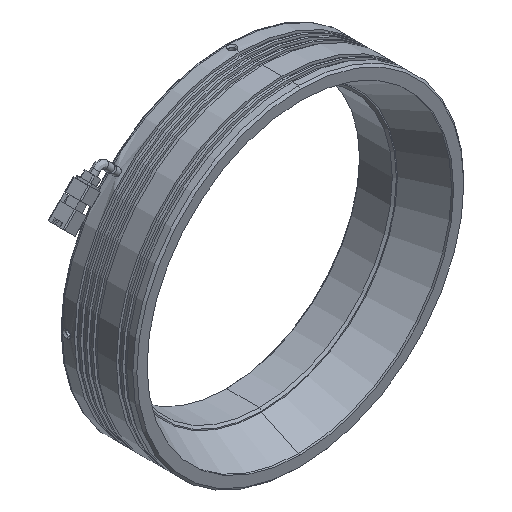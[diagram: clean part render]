
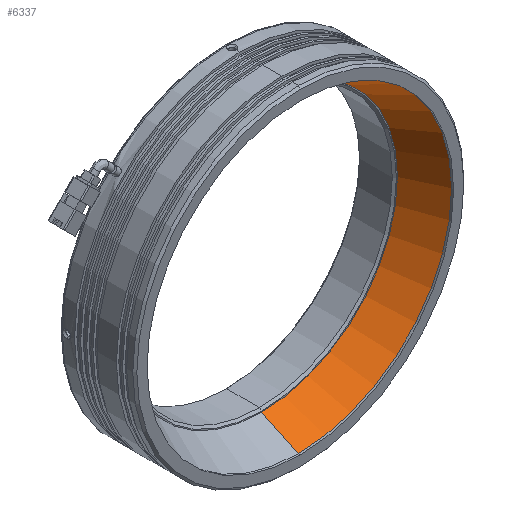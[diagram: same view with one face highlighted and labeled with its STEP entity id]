
A CAD part, isometric view. The second image highlights one B-rep face of the part: STEP entity #6337.
In plain terms, the highlighted conical face has half-angle 25.278 degrees and reference radius 75 mm.
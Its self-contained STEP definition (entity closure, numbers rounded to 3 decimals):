
#222 = CARTESIAN_POINT ( 'NONE',  ( -9.785, 9.871, 0. ) ) ;
#312 = EDGE_CURVE ( 'NONE', #10387, #10478, #10923, .T. ) ;
#356 = EDGE_CURVE ( 'NONE', #5316, #10387, #12034, .T. ) ;
#394 = EDGE_CURVE ( 'NONE', #5316, #9903, #1570, .T. ) ;
#663 = EDGE_CURVE ( 'NONE', #9903, #10478, #10397, .T. ) ;
#1132 = FACE_OUTER_BOUND ( 'NONE', #4514, .T. ) ;
#1231 = DIRECTION ( 'NONE',  ( 0., -1., 0. ) ) ;
#1570 = LINE ( 'NONE', #2239, #8976 ) ;
#2143 = DIRECTION ( 'NONE',  ( 0., 0., -1. ) ) ;
#2239 = CARTESIAN_POINT ( 'NONE',  ( -9.785, -8.129, -75. ) ) ;
#2477 = AXIS2_PLACEMENT_3D ( 'NONE', #10953, #12962, #3804 ) ;
#3155 = DIRECTION ( 'NONE',  ( 0., -0.904, -0.427 ) ) ;
#3804 = DIRECTION ( 'NONE',  ( 0., 0., -1. ) ) ;
#4263 = DIRECTION ( 'NONE',  ( 0., -1., 0. ) ) ;
#4514 = EDGE_LOOP ( 'NONE', ( #11080, #7419, #9791, #8838 ) ) ;
#5316 = VERTEX_POINT ( 'NONE', #9720 ) ;
#5823 = VECTOR ( 'NONE', #9310, 1000. ) ;
#6294 = CARTESIAN_POINT ( 'NONE',  ( -9.785, -8.129, 75. ) ) ;
#6337 = ADVANCED_FACE ( 'NONE', ( #1132 ), #8535, .F. ) ;
#6913 = CARTESIAN_POINT ( 'NONE',  ( -9.785, -8.129, -75. ) ) ;
#7419 = ORIENTED_EDGE ( 'NONE', *, *, #356, .F. ) ;
#8016 = AXIS2_PLACEMENT_3D ( 'NONE', #10352, #4263, #11374 ) ;
#8535 = CONICAL_SURFACE ( 'NONE', #2477, 75., 0.441 ) ;
#8699 = AXIS2_PLACEMENT_3D ( 'NONE', #222, #1231, #2143 ) ;
#8838 = ORIENTED_EDGE ( 'NONE', *, *, #663, .T. ) ;
#8976 = VECTOR ( 'NONE', #3155, 1000. ) ;
#9025 = CARTESIAN_POINT ( 'NONE',  ( -9.785, -8.129, 75. ) ) ;
#9310 = DIRECTION ( 'NONE',  ( 0., -0.904, 0.427 ) ) ;
#9720 = CARTESIAN_POINT ( 'NONE',  ( -9.785, 9.871, -66.5 ) ) ;
#9791 = ORIENTED_EDGE ( 'NONE', *, *, #394, .T. ) ;
#9903 = VERTEX_POINT ( 'NONE', #6913 ) ;
#9923 = CARTESIAN_POINT ( 'NONE',  ( -9.785, 9.871, 66.5 ) ) ;
#10352 = CARTESIAN_POINT ( 'NONE',  ( -9.785, -8.129, 0. ) ) ;
#10387 = VERTEX_POINT ( 'NONE', #9923 ) ;
#10397 = CIRCLE ( 'NONE', #8016, 75. ) ;
#10478 = VERTEX_POINT ( 'NONE', #9025 ) ;
#10923 = LINE ( 'NONE', #6294, #5823 ) ;
#10953 = CARTESIAN_POINT ( 'NONE',  ( -9.785, -8.129, 0. ) ) ;
#11080 = ORIENTED_EDGE ( 'NONE', *, *, #312, .F. ) ;
#11374 = DIRECTION ( 'NONE',  ( 0., 0., -1. ) ) ;
#12034 = CIRCLE ( 'NONE', #8699, 66.5 ) ;
#12962 = DIRECTION ( 'NONE',  ( 0., -1., 0. ) ) ;
